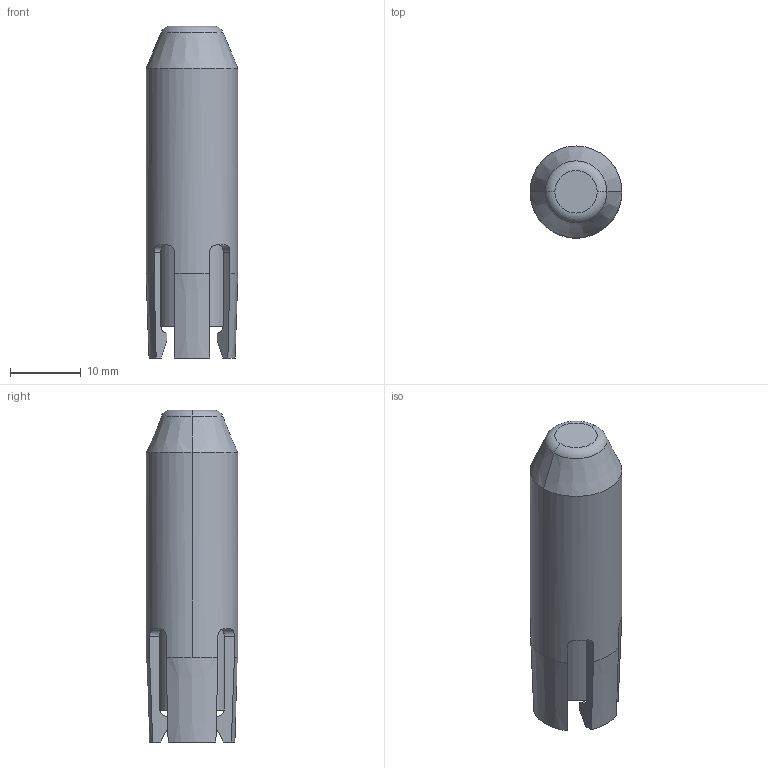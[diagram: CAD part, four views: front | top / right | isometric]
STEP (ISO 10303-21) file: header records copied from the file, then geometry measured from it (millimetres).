
FILE_DESCRIPTION (( 'STEP AP203' ), '1' );
FILE_NAME ('AC-25-GU-8.STEP', '2009-05-01T06:20:58', ( ' ' ), ( ' ' ), 'SwSTEP 2.0', 'SolidWorks 2007', '' );
FILE_SCHEMA (( 'CONFIG_CONTROL_DESIGN' ));
Length unit declared in the file: millimetre
Products named in the file (3): AC-25-GU-8; AC-25-GU-8アウターキャップ__ﾃﾞﾌｫﾙﾄ; AC-25-GU-8インナーキャップ__ﾃﾞﾌｫﾙﾄ
Assembly tree (2 placements, depth 2):
  AC-25-GU-8
    AC-25-GU-8インナーキャップ__ﾃﾞﾌｫﾙﾄ
    AC-25-GU-8アウターキャップ__ﾃﾞﾌｫﾙﾄ
Bounding box: 13 x 13 x 47 mm (x, y, z)
Volume: 3555.8 mm3; surface area: 5291.9 mm2
Topology: 2 solids, 2 shells, 63 faces, 164 edges, 106 vertices
Faces by surface type: cylinder 21, plane 21, cone 12, torus 9
Entity records: 2446 total; most frequent: CARTESIAN_POINT 618, ORIENTED_EDGE 328, DIRECTION 323, EDGE_CURVE 164, AXIS2_PLACEMENT_3D 131, VERTEX_POINT 106, EDGE_LOOP 64, ADVANCED_FACE 63
